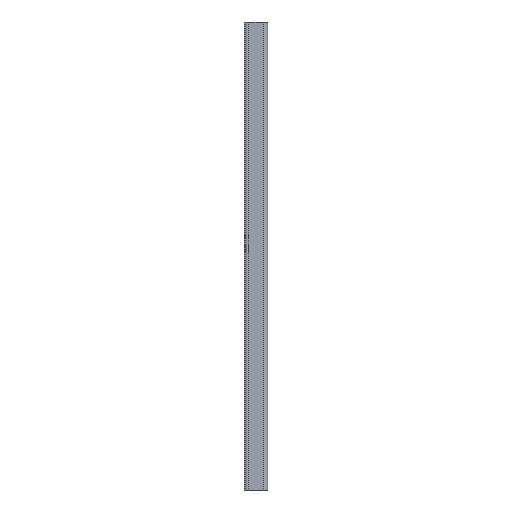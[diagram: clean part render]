
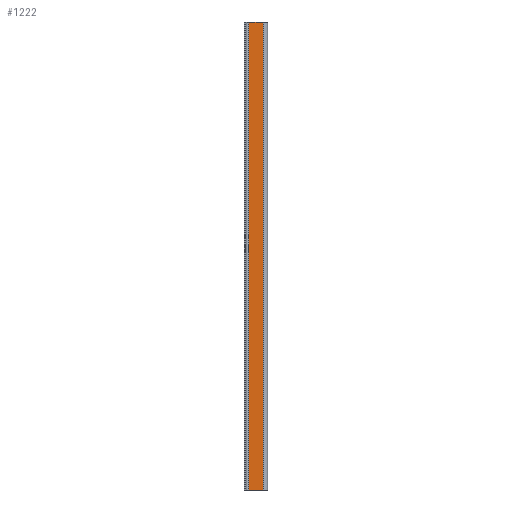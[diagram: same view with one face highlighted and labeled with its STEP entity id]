
A CAD part, left-side view. The second image highlights one B-rep face of the part: STEP entity #1222.
In plain terms, the highlighted planar face has unit normal (-1, 0, 0).
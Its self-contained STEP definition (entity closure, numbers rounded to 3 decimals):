
#571 = EDGE_LOOP ( 'NONE', ( #1073, #1083, #1114, #1064 ) ) ;
#1064 = ORIENTED_EDGE ( 'NONE', *, *, #1347, .T. ) ;
#1073 = ORIENTED_EDGE ( 'NONE', *, *, #1339, .F. ) ;
#1083 = ORIENTED_EDGE ( 'NONE', *, *, #1371, .F. ) ;
#1114 = ORIENTED_EDGE ( 'NONE', *, *, #1360, .F. ) ;
#1124 = VERTEX_POINT ( 'NONE', #2832 ) ;
#1194 = VERTEX_POINT ( 'NONE', #2910 ) ;
#1197 = VERTEX_POINT ( 'NONE', #2911 ) ;
#1210 = VERTEX_POINT ( 'NONE', #2928 ) ;
#1222 = ADVANCED_FACE ( 'NONE', ( #1919 ), #1920, .F. ) ;
#1339 = EDGE_CURVE ( 'NONE', #1124, #1197, #2272, .T. ) ;
#1347 = EDGE_CURVE ( 'NONE', #1194, #1197, #2300, .T. ) ;
#1360 = EDGE_CURVE ( 'NONE', #1194, #1210, #2318, .T. ) ;
#1371 = EDGE_CURVE ( 'NONE', #1210, #1124, #2342, .T. ) ;
#1580 = AXIS2_PLACEMENT_3D ( 'NONE', #1921, #1922, #1910 ) ;
#1762 = VECTOR ( 'NONE', #2299, 1000. ) ;
#1769 = VECTOR ( 'NONE', #2343, 1000. ) ;
#1787 = VECTOR ( 'NONE', #2346, 1000. ) ;
#1797 = VECTOR ( 'NONE', #2252, 1000. ) ;
#1910 = DIRECTION ( 'NONE',  ( 0., 0., -1. ) ) ;
#1919 = FACE_OUTER_BOUND ( 'NONE', #571, .T. ) ;
#1920 = PLANE ( 'NONE',  #1580 ) ;
#1921 = CARTESIAN_POINT ( 'NONE',  ( -2.7, -22.461, 300. ) ) ;
#1922 = DIRECTION ( 'NONE',  ( 1., 0., 0. ) ) ;
#2252 = DIRECTION ( 'NONE',  ( 0., 0., -1. ) ) ;
#2272 = LINE ( 'NONE', #2282, #1797 ) ;
#2282 = CARTESIAN_POINT ( 'NONE',  ( -2.7, 2.7, 300. ) ) ;
#2299 = DIRECTION ( 'NONE',  ( 0., -1., 0. ) ) ;
#2300 = LINE ( 'NONE', #2310, #1762 ) ;
#2310 = CARTESIAN_POINT ( 'NONE',  ( -2.7, -22.461, 0. ) ) ;
#2318 = LINE ( 'NONE', #2331, #1787 ) ;
#2331 = CARTESIAN_POINT ( 'NONE',  ( -2.7, 12.3, 300. ) ) ;
#2342 = LINE ( 'NONE', #2351, #1769 ) ;
#2343 = DIRECTION ( 'NONE',  ( 0., -1., 0. ) ) ;
#2346 = DIRECTION ( 'NONE',  ( 0., 0., 1. ) ) ;
#2351 = CARTESIAN_POINT ( 'NONE',  ( -2.7, -22.461, 300. ) ) ;
#2832 = CARTESIAN_POINT ( 'NONE',  ( -2.7, 2.7, 300. ) ) ;
#2910 = CARTESIAN_POINT ( 'NONE',  ( -2.7, 12.3, 0. ) ) ;
#2911 = CARTESIAN_POINT ( 'NONE',  ( -2.7, 2.7, 0. ) ) ;
#2928 = CARTESIAN_POINT ( 'NONE',  ( -2.7, 12.3, 300. ) ) ;
